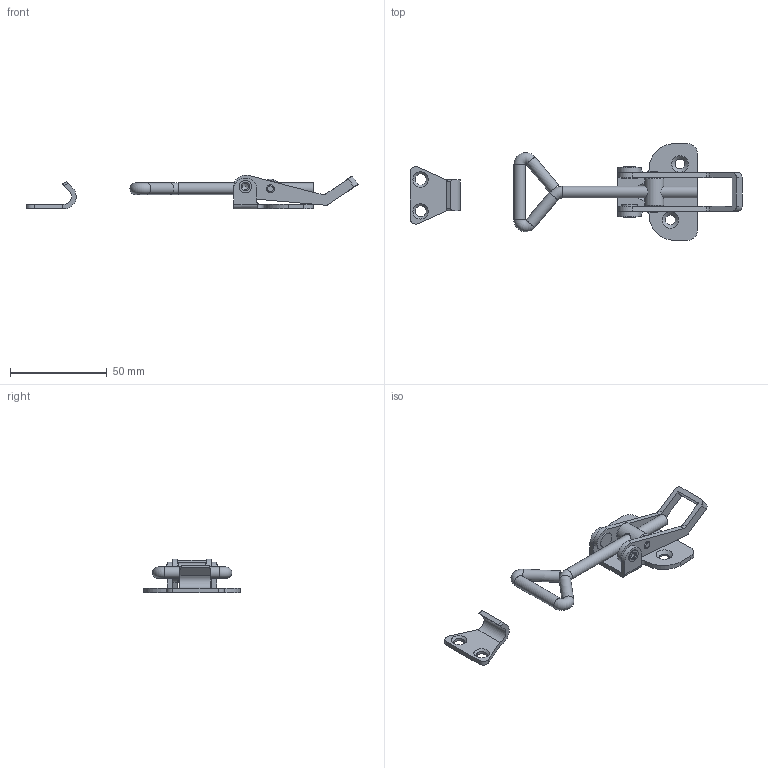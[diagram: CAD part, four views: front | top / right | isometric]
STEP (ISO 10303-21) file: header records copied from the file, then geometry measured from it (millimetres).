
FILE_DESCRIPTION(/* description */ (''),/* implementation_level */ '2;1');
FILE_NAME(/* name */ 'DR_C-M14-A.stp',/* time_stamp */ '2023-05-25T09:36:38+09:00',/* author */ ('user'),/* organization */ (''),/* preprocessor_version */ 'ST-DEVELOPER v15.6',/* originating_system */ 'Autodesk Inventor 2015',/* authorisation */ '');
FILE_SCHEMA (('AUTOMOTIVE_DESIGN { 1 0 10303 214 3 1 1 }'));
Length unit declared in the file: millimetre
Products named in the file (6): DR_C-M14-A_P; DR_C-M14-A_R; DR_C-M14-A_H; DR_C-M14-A_C; DR_C-M14-A_BK; DR_C-M14-A
Bounding box: 171.93 x 50 x 17.58 mm (x, y, z)
Volume: 14137.1 mm3; surface area: 12954.5 mm2
Topology: 5 solids, 5 shells, 120 faces, 298 edges, 194 vertices
Faces by surface type: cylinder 53, plane 49, torus 9, cone 7, bspline 2
Full cylindrical faces by diameter (mm): 3.5 x2, 4 x8, 5.2 x3, 5.8 x2, 6 x5, 6.5 x2, 8 x2, 9.9 x1
Entity records: 3841 total; most frequent: CARTESIAN_POINT 977, DIRECTION 602, ORIENTED_EDGE 484, AXIS2_PLACEMENT_3D 244, EDGE_CURVE 242, EDGE_LOOP 190, VERTEX_POINT 180, FACE_OUTER_BOUND 120
